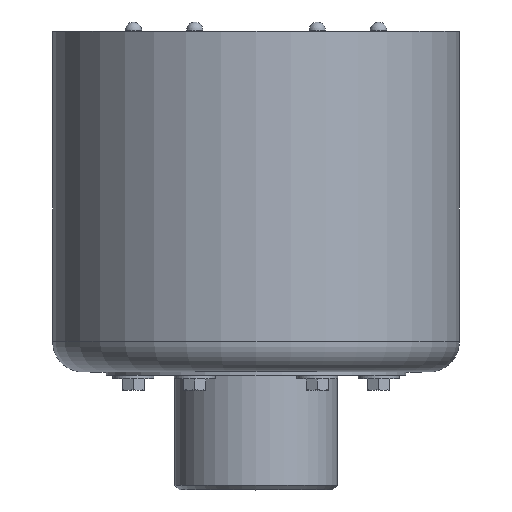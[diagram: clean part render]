
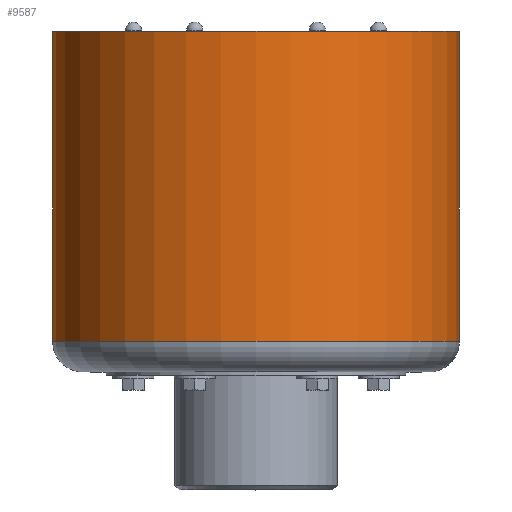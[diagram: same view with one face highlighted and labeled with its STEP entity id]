
A CAD part, top view. The second image highlights one B-rep face of the part: STEP entity #9587.
In plain terms, the highlighted cylindrical face has radius 74.7 mm (diameter 149.4 mm), a full revolution.
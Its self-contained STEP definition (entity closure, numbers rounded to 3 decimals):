
#1077=FACE_BOUND('',#2669,.T.);
#1329=CYLINDRICAL_SURFACE('',#10817,74.7);
#1663=FACE_OUTER_BOUND('',#2668,.T.);
#2668=EDGE_LOOP('',(#7187));
#2669=EDGE_LOOP('',(#7188));
#4106=CIRCLE('',#10816,74.7);
#4107=CIRCLE('',#10818,74.7);
#4894=VERTEX_POINT('',#16333);
#4895=VERTEX_POINT('',#16336);
#5870=EDGE_CURVE('',#4894,#4894,#4106,.T.);
#5871=EDGE_CURVE('',#4895,#4895,#4107,.T.);
#7187=ORIENTED_EDGE('',*,*,#5871,.T.);
#7188=ORIENTED_EDGE('',*,*,#5870,.F.);
#9587=ADVANCED_FACE('',(#1663,#1077),#1329,.T.);
#10816=AXIS2_PLACEMENT_3D('',#16334,#12853,#12854);
#10817=AXIS2_PLACEMENT_3D('',#16335,#12855,#12856);
#10818=AXIS2_PLACEMENT_3D('',#16337,#12857,#12858);
#12853=DIRECTION('center_axis',(0.,1.,0.));
#12854=DIRECTION('ref_axis',(1.,0.,0.));
#12855=DIRECTION('center_axis',(0.,1.,0.));
#12856=DIRECTION('ref_axis',(1.,0.,0.));
#12857=DIRECTION('center_axis',(0.,1.,0.));
#12858=DIRECTION('ref_axis',(1.,0.,0.));
#16333=CARTESIAN_POINT('',(74.7,123.8,0.));
#16334=CARTESIAN_POINT('Origin',(0.,123.8,0.));
#16335=CARTESIAN_POINT('Origin',(0.,0.,0.));
#16336=CARTESIAN_POINT('',(74.7,10.,0.));
#16337=CARTESIAN_POINT('Origin',(0.,10.,0.));
